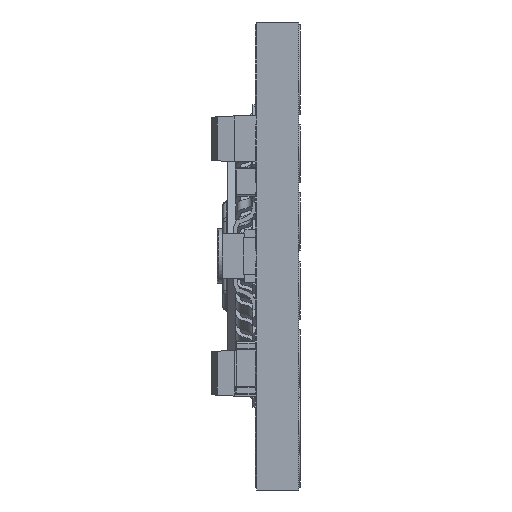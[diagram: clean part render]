
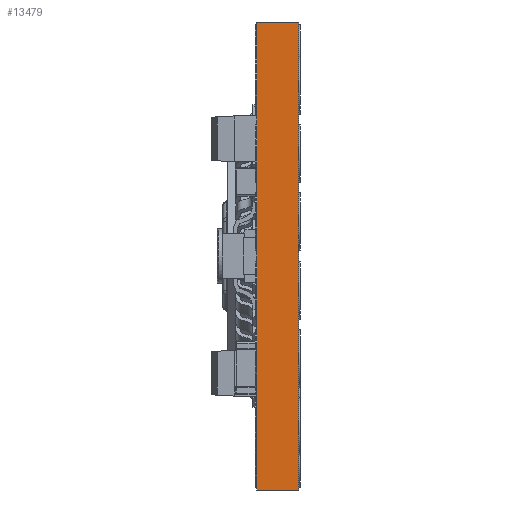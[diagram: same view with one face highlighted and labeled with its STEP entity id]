
A CAD part, left-side view. The second image highlights one B-rep face of the part: STEP entity #13479.
In plain terms, the highlighted planar face has unit normal (-1, 0, 0).
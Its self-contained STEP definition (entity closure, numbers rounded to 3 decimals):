
#2165=FACE_OUTER_BOUND('',#3064,.T.);
#3064=EDGE_LOOP('',(#11695,#11696,#11697,#11698));
#4450=LINE('',#24054,#5638);
#4451=LINE('',#24056,#5639);
#4452=LINE('',#24058,#5640);
#4453=LINE('',#24059,#5641);
#5638=VECTOR('',#18237,10.);
#5639=VECTOR('',#18238,10.);
#5640=VECTOR('',#18239,10.);
#5641=VECTOR('',#18240,10.);
#6693=VERTEX_POINT('',#24052);
#6694=VERTEX_POINT('',#24053);
#6695=VERTEX_POINT('',#24055);
#6696=VERTEX_POINT('',#24057);
#8407=EDGE_CURVE('',#6693,#6694,#4450,.T.);
#8408=EDGE_CURVE('',#6694,#6695,#4451,.T.);
#8409=EDGE_CURVE('',#6696,#6695,#4452,.T.);
#8410=EDGE_CURVE('',#6693,#6696,#4453,.T.);
#11695=ORIENTED_EDGE('',*,*,#8407,.T.);
#11696=ORIENTED_EDGE('',*,*,#8408,.T.);
#11697=ORIENTED_EDGE('',*,*,#8409,.F.);
#11698=ORIENTED_EDGE('',*,*,#8410,.F.);
#12650=PLANE('',#14829);
#13479=ADVANCED_FACE('',(#2165),#12650,.T.);
#14829=AXIS2_PLACEMENT_3D('',#24051,#18235,#18236);
#18235=DIRECTION('center_axis',(-1.,0.,0.));
#18236=DIRECTION('ref_axis',(0.,0.,-1.));
#18237=DIRECTION('',(0.,0.,-1.));
#18238=DIRECTION('',(0.,-1.,0.));
#18239=DIRECTION('',(0.,0.,-1.));
#18240=DIRECTION('',(0.,-1.,0.));
#24051=CARTESIAN_POINT('Origin',(-16.6,0.,8.9));
#24052=CARTESIAN_POINT('',(-16.6,0.,8.9));
#24053=CARTESIAN_POINT('',(-16.6,0.,-8.9));
#24054=CARTESIAN_POINT('',(-16.6,0.,8.9));
#24055=CARTESIAN_POINT('',(-16.6,-1.6,-8.9));
#24056=CARTESIAN_POINT('',(-16.6,0.,-8.9));
#24057=CARTESIAN_POINT('',(-16.6,-1.6,8.9));
#24058=CARTESIAN_POINT('',(-16.6,-1.6,8.9));
#24059=CARTESIAN_POINT('',(-16.6,0.,8.9));
